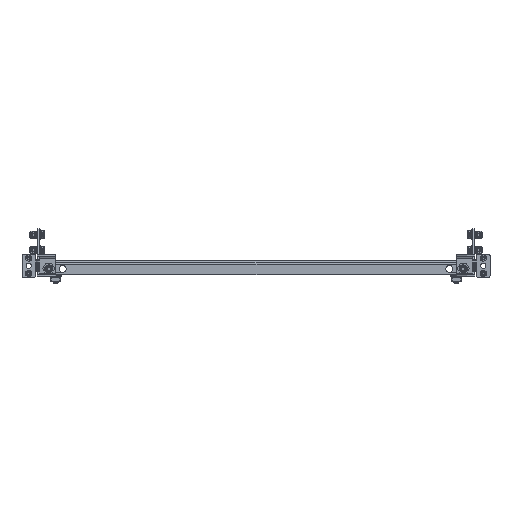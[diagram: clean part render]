
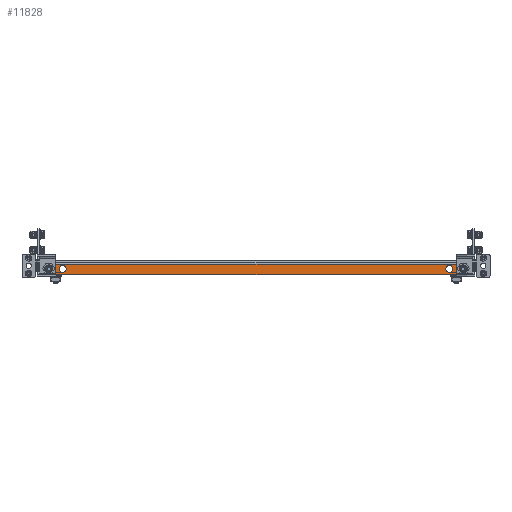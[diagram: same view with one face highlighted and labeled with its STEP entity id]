
A CAD part, front view. The second image highlights one B-rep face of the part: STEP entity #11828.
In plain terms, the highlighted planar face has unit normal (0, -1, 0).
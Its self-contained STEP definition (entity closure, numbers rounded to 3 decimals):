
#245 = DIRECTION ( 'NONE',  ( 0., 0., -1. ) ) ;
#324 = CARTESIAN_POINT ( 'NONE',  ( 335., -748., -10.5 ) ) ;
#405 = DIRECTION ( 'NONE',  ( 0., 0., 1. ) ) ;
#420 = CIRCLE ( 'NONE', #8677, 5.5 ) ;
#511 = DIRECTION ( 'NONE',  ( 0., 1., 0. ) ) ;
#523 = CARTESIAN_POINT ( 'NONE',  ( 346.146, -748., -3.3 ) ) ;
#594 = CARTESIAN_POINT ( 'NONE',  ( 312.5, -748., -10.5 ) ) ;
#697 = EDGE_CURVE ( 'NONE', #13765, #6677, #3130, .T. ) ;
#1151 = ORIENTED_EDGE ( 'NONE', *, *, #9401, .T. ) ;
#1308 = ORIENTED_EDGE ( 'NONE', *, *, #11642, .T. ) ;
#1314 = LINE ( 'NONE', #9626, #20057 ) ;
#1550 = EDGE_CURVE ( 'NONE', #10698, #16176, #5162, .T. ) ;
#1733 = DIRECTION ( 'NONE',  ( 0., -1., 0. ) ) ;
#1900 = DIRECTION ( 'NONE',  ( 0., -1., 0. ) ) ;
#2422 = CARTESIAN_POINT ( 'NONE',  ( 312.5, -748., -10.5 ) ) ;
#2480 = CARTESIAN_POINT ( 'NONE',  ( 335., -748., -10.5 ) ) ;
#2791 = VERTEX_POINT ( 'NONE', #15196 ) ;
#2870 = EDGE_CURVE ( 'NONE', #4823, #19562, #14293, .T. ) ;
#2952 = CIRCLE ( 'NONE', #4358, 5. ) ;
#2987 = AXIS2_PLACEMENT_3D ( 'NONE', #594, #511, #3718 ) ;
#3027 = DIRECTION ( 'NONE',  ( 0., 1., 0. ) ) ;
#3130 = CIRCLE ( 'NONE', #3602, 5.5 ) ;
#3137 = ORIENTED_EDGE ( 'NONE', *, *, #5663, .F. ) ;
#3521 = EDGE_LOOP ( 'NONE', ( #4291, #12552 ) ) ;
#3550 = CIRCLE ( 'NONE', #4219, 5.5 ) ;
#3602 = AXIS2_PLACEMENT_3D ( 'NONE', #14457, #10016, #13383 ) ;
#3718 = DIRECTION ( 'NONE',  ( 0., 0., -1. ) ) ;
#3742 = EDGE_CURVE ( 'NONE', #2791, #8370, #4840, .T. ) ;
#3747 = CARTESIAN_POINT ( 'NONE',  ( -312.5, -748., -10.5 ) ) ;
#3825 = CARTESIAN_POINT ( 'NONE',  ( 341.146, -748., -15. ) ) ;
#4048 = EDGE_LOOP ( 'NONE', ( #11472, #1151, #17001, #8153, #16511, #1308 ) ) ;
#4053 = DIRECTION ( 'NONE',  ( 0., 1., 0. ) ) ;
#4219 = AXIS2_PLACEMENT_3D ( 'NONE', #3747, #11743, #14927 ) ;
#4291 = ORIENTED_EDGE ( 'NONE', *, *, #12657, .T. ) ;
#4358 = AXIS2_PLACEMENT_3D ( 'NONE', #19528, #1733, #18039 ) ;
#4384 = CIRCLE ( 'NONE', #12093, 5. ) ;
#4536 = VERTEX_POINT ( 'NONE', #8066 ) ;
#4640 = CARTESIAN_POINT ( 'NONE',  ( -312.5, -748., -16. ) ) ;
#4736 = VECTOR ( 'NONE', #7101, 1000. ) ;
#4757 = FACE_BOUND ( 'NONE', #3521, .T. ) ;
#4770 = DIRECTION ( 'NONE',  ( 0., 0., -1. ) ) ;
#4823 = VERTEX_POINT ( 'NONE', #8004 ) ;
#4840 = LINE ( 'NONE', #8161, #15541 ) ;
#5162 = CIRCLE ( 'NONE', #6419, 5.5 ) ;
#5314 = PLANE ( 'NONE',  #7547 ) ;
#5663 = EDGE_CURVE ( 'NONE', #6677, #13765, #420, .T. ) ;
#5817 = FACE_BOUND ( 'NONE', #18236, .T. ) ;
#5866 = VERTEX_POINT ( 'NONE', #16802 ) ;
#6000 = CIRCLE ( 'NONE', #20071, 5.5 ) ;
#6134 = ORIENTED_EDGE ( 'NONE', *, *, #11209, .T. ) ;
#6419 = AXIS2_PLACEMENT_3D ( 'NONE', #324, #3027, #245 ) ;
#6677 = VERTEX_POINT ( 'NONE', #10745 ) ;
#7101 = DIRECTION ( 'NONE',  ( 1., 0., 0. ) ) ;
#7547 = AXIS2_PLACEMENT_3D ( 'NONE', #18252, #8619, #15189 ) ;
#7597 = FACE_BOUND ( 'NONE', #19601, .T. ) ;
#7850 = VERTEX_POINT ( 'NONE', #20711 ) ;
#8004 = CARTESIAN_POINT ( 'NONE',  ( -312.5, -748., -5. ) ) ;
#8066 = CARTESIAN_POINT ( 'NONE',  ( 341.146, -748., -20. ) ) ;
#8071 = CIRCLE ( 'NONE', #17300, 5.5 ) ;
#8153 = ORIENTED_EDGE ( 'NONE', *, *, #10066, .F. ) ;
#8161 = CARTESIAN_POINT ( 'NONE',  ( -346.146, -748., 0. ) ) ;
#8370 = VERTEX_POINT ( 'NONE', #20898 ) ;
#8605 = CARTESIAN_POINT ( 'NONE',  ( 335., -748., -16. ) ) ;
#8619 = DIRECTION ( 'NONE',  ( 0., 1., 0. ) ) ;
#8677 = AXIS2_PLACEMENT_3D ( 'NONE', #9473, #20973, #11533 ) ;
#9120 = DIRECTION ( 'NONE',  ( 0., 1., 0. ) ) ;
#9346 = CARTESIAN_POINT ( 'NONE',  ( -312.5, -748., -10.5 ) ) ;
#9401 = EDGE_CURVE ( 'NONE', #4536, #5866, #4384, .T. ) ;
#9473 = CARTESIAN_POINT ( 'NONE',  ( -335., -748., -10.5 ) ) ;
#9626 = CARTESIAN_POINT ( 'NONE',  ( 349.5, -748., -3.3 ) ) ;
#9850 = ORIENTED_EDGE ( 'NONE', *, *, #20688, .F. ) ;
#9978 = CIRCLE ( 'NONE', #2987, 5.5 ) ;
#10016 = DIRECTION ( 'NONE',  ( 0., -1., 0. ) ) ;
#10066 = EDGE_CURVE ( 'NONE', #2791, #10996, #1314, .T. ) ;
#10264 = EDGE_CURVE ( 'NONE', #10996, #5866, #18953, .T. ) ;
#10265 = CARTESIAN_POINT ( 'NONE',  ( -349.5, -748., -20. ) ) ;
#10698 = VERTEX_POINT ( 'NONE', #14589 ) ;
#10745 = CARTESIAN_POINT ( 'NONE',  ( -335., -748., -5. ) ) ;
#10899 = DIRECTION ( 'NONE',  ( 0., 0., -1. ) ) ;
#10910 = FACE_BOUND ( 'NONE', #11430, .T. ) ;
#10996 = VERTEX_POINT ( 'NONE', #523 ) ;
#11050 = ORIENTED_EDGE ( 'NONE', *, *, #15870, .T. ) ;
#11165 = DIRECTION ( 'NONE',  ( 1., 0., 0. ) ) ;
#11209 = EDGE_CURVE ( 'NONE', #16849, #7850, #6000, .T. ) ;
#11430 = EDGE_LOOP ( 'NONE', ( #14645, #3137 ) ) ;
#11472 = ORIENTED_EDGE ( 'NONE', *, *, #17740, .T. ) ;
#11533 = DIRECTION ( 'NONE',  ( 0., 0., -1. ) ) ;
#11642 = EDGE_CURVE ( 'NONE', #8370, #12772, #2952, .T. ) ;
#11743 = DIRECTION ( 'NONE',  ( 0., -1., 0. ) ) ;
#11828 = ADVANCED_FACE ( 'NONE', ( #4757, #7597, #10910, #5817, #17701 ), #5314, .F. ) ;
#12093 = AXIS2_PLACEMENT_3D ( 'NONE', #3825, #1900, #405 ) ;
#12481 = CARTESIAN_POINT ( 'NONE',  ( -341.146, -748., -20. ) ) ;
#12552 = ORIENTED_EDGE ( 'NONE', *, *, #1550, .T. ) ;
#12657 = EDGE_CURVE ( 'NONE', #16176, #10698, #8071, .T. ) ;
#12772 = VERTEX_POINT ( 'NONE', #12481 ) ;
#13383 = DIRECTION ( 'NONE',  ( 0., 0., -1. ) ) ;
#13765 = VERTEX_POINT ( 'NONE', #14832 ) ;
#13801 = AXIS2_PLACEMENT_3D ( 'NONE', #9346, #18766, #10899 ) ;
#13912 = DIRECTION ( 'NONE',  ( 0., 0., -1. ) ) ;
#14293 = CIRCLE ( 'NONE', #13801, 5.5 ) ;
#14457 = CARTESIAN_POINT ( 'NONE',  ( -335., -748., -10.5 ) ) ;
#14545 = CARTESIAN_POINT ( 'NONE',  ( 346.146, -748., 0. ) ) ;
#14589 = CARTESIAN_POINT ( 'NONE',  ( 335., -748., -5. ) ) ;
#14645 = ORIENTED_EDGE ( 'NONE', *, *, #697, .F. ) ;
#14832 = CARTESIAN_POINT ( 'NONE',  ( -335., -748., -16. ) ) ;
#14927 = DIRECTION ( 'NONE',  ( 0., 0., -1. ) ) ;
#15189 = DIRECTION ( 'NONE',  ( 0., 0., 1. ) ) ;
#15196 = CARTESIAN_POINT ( 'NONE',  ( -346.146, -748., -3.3 ) ) ;
#15541 = VECTOR ( 'NONE', #4770, 1000. ) ;
#15663 = DIRECTION ( 'NONE',  ( 0., 0., -1. ) ) ;
#15870 = EDGE_CURVE ( 'NONE', #7850, #16849, #9978, .T. ) ;
#16152 = DIRECTION ( 'NONE',  ( 0., 0., -1. ) ) ;
#16176 = VERTEX_POINT ( 'NONE', #8605 ) ;
#16187 = VECTOR ( 'NONE', #16152, 1000. ) ;
#16511 = ORIENTED_EDGE ( 'NONE', *, *, #3742, .T. ) ;
#16802 = CARTESIAN_POINT ( 'NONE',  ( 346.146, -748., -15. ) ) ;
#16849 = VERTEX_POINT ( 'NONE', #18615 ) ;
#17001 = ORIENTED_EDGE ( 'NONE', *, *, #10264, .F. ) ;
#17300 = AXIS2_PLACEMENT_3D ( 'NONE', #2480, #4053, #13912 ) ;
#17701 = FACE_OUTER_BOUND ( 'NONE', #4048, .T. ) ;
#17740 = EDGE_CURVE ( 'NONE', #12772, #4536, #18150, .T. ) ;
#17891 = ORIENTED_EDGE ( 'NONE', *, *, #2870, .F. ) ;
#18039 = DIRECTION ( 'NONE',  ( 0., 0., 1. ) ) ;
#18150 = LINE ( 'NONE', #10265, #4736 ) ;
#18236 = EDGE_LOOP ( 'NONE', ( #9850, #17891 ) ) ;
#18252 = CARTESIAN_POINT ( 'NONE',  ( -349.5, -748., 0. ) ) ;
#18615 = CARTESIAN_POINT ( 'NONE',  ( 312.5, -748., -16. ) ) ;
#18766 = DIRECTION ( 'NONE',  ( 0., -1., 0. ) ) ;
#18953 = LINE ( 'NONE', #14545, #16187 ) ;
#19528 = CARTESIAN_POINT ( 'NONE',  ( -341.146, -748., -15. ) ) ;
#19562 = VERTEX_POINT ( 'NONE', #4640 ) ;
#19601 = EDGE_LOOP ( 'NONE', ( #6134, #11050 ) ) ;
#20057 = VECTOR ( 'NONE', #11165, 1000. ) ;
#20071 = AXIS2_PLACEMENT_3D ( 'NONE', #2422, #9120, #15663 ) ;
#20688 = EDGE_CURVE ( 'NONE', #19562, #4823, #3550, .T. ) ;
#20711 = CARTESIAN_POINT ( 'NONE',  ( 312.5, -748., -5. ) ) ;
#20898 = CARTESIAN_POINT ( 'NONE',  ( -346.146, -748., -15. ) ) ;
#20973 = DIRECTION ( 'NONE',  ( 0., -1., 0. ) ) ;
